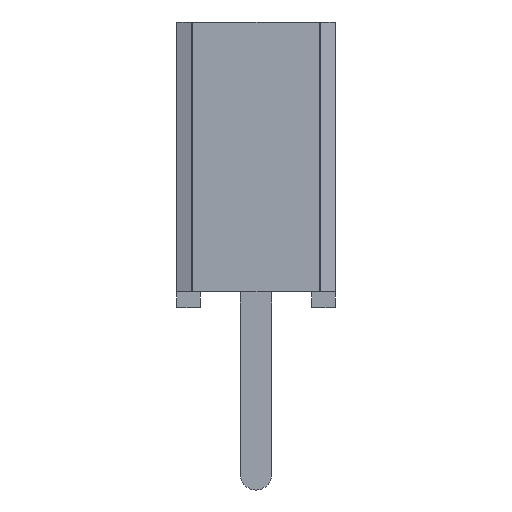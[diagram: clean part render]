
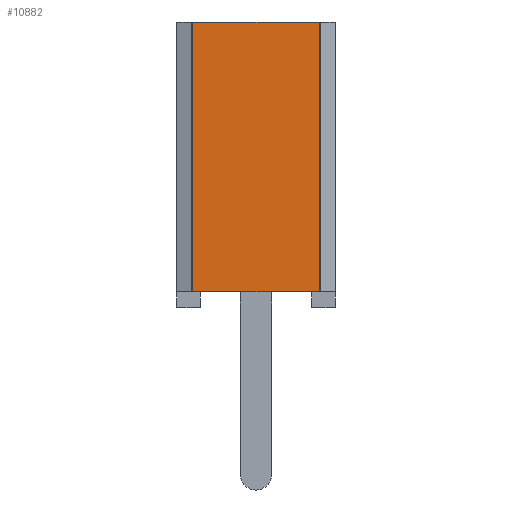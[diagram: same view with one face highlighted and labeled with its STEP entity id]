
A CAD part, left-side view. The second image highlights one B-rep face of the part: STEP entity #10882.
In plain terms, the highlighted planar face has unit normal (-1, 0, 0).
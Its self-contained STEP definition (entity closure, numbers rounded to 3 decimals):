
#10882 = ADVANCED_FACE('',(#10883),#10917,.F.);
#10883 = FACE_BOUND('',#10884,.T.);
#10884 = EDGE_LOOP('',(#10885,#10895,#10903,#10911));
#10885 = ORIENTED_EDGE('',*,*,#10886,.T.);
#10886 = EDGE_CURVE('',#10887,#10889,#10891,.T.);
#10887 = VERTEX_POINT('',#10888);
#10888 = CARTESIAN_POINT('',(-29.959,1.026,4.572));
#10889 = VERTEX_POINT('',#10890);
#10890 = CARTESIAN_POINT('',(-29.959,1.026,0.254));
#10891 = LINE('',#10892,#10893);
#10892 = CARTESIAN_POINT('',(-29.959,1.026,4.572));
#10893 = VECTOR('',#10894,1.);
#10894 = DIRECTION('',(0.,0.,-1.));
#10895 = ORIENTED_EDGE('',*,*,#10896,.T.);
#10896 = EDGE_CURVE('',#10889,#10897,#10899,.T.);
#10897 = VERTEX_POINT('',#10898);
#10898 = CARTESIAN_POINT('',(-29.959,-1.026,0.254));
#10899 = LINE('',#10900,#10901);
#10900 = CARTESIAN_POINT('',(-29.959,0.889,0.254));
#10901 = VECTOR('',#10902,1.);
#10902 = DIRECTION('',(0.,-1.,0.));
#10903 = ORIENTED_EDGE('',*,*,#10904,.T.);
#10904 = EDGE_CURVE('',#10897,#10905,#10907,.T.);
#10905 = VERTEX_POINT('',#10906);
#10906 = CARTESIAN_POINT('',(-29.959,-1.026,4.572));
#10907 = LINE('',#10908,#10909);
#10908 = CARTESIAN_POINT('',(-29.959,-1.026,4.572));
#10909 = VECTOR('',#10910,1.);
#10910 = DIRECTION('',(0.,0.,1.));
#10911 = ORIENTED_EDGE('',*,*,#10912,.F.);
#10912 = EDGE_CURVE('',#10887,#10905,#10913,.T.);
#10913 = LINE('',#10914,#10915);
#10914 = CARTESIAN_POINT('',(-29.959,1.27,4.572));
#10915 = VECTOR('',#10916,1.);
#10916 = DIRECTION('',(0.,-1.,0.));
#10917 = PLANE('',#10918);
#10918 = AXIS2_PLACEMENT_3D('',#10919,#10920,#10921);
#10919 = CARTESIAN_POINT('',(-29.959,1.27,4.572));
#10920 = DIRECTION('',(1.,0.,0.));
#10921 = DIRECTION('',(0.,1.,0.));
